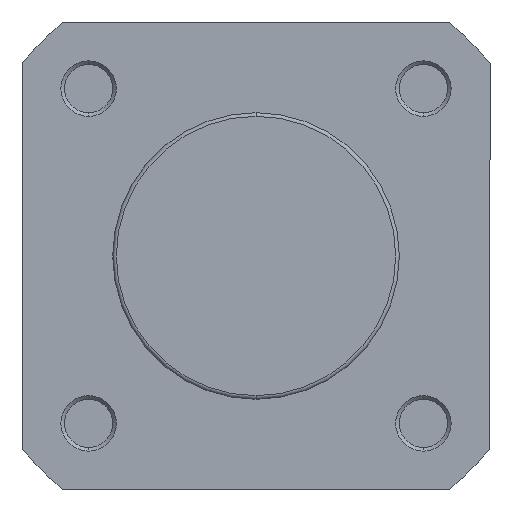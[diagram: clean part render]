
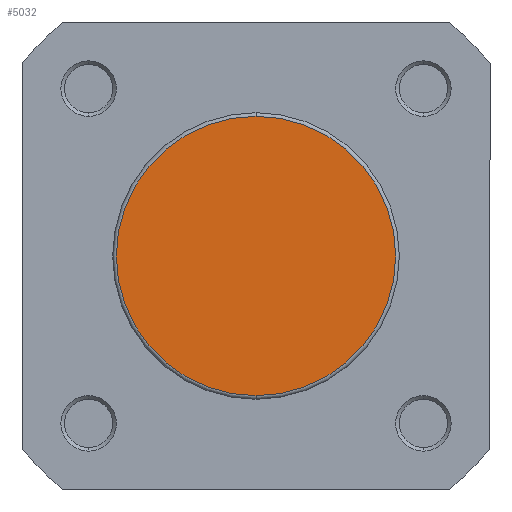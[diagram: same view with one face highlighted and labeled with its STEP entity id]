
A CAD part, left-side view. The second image highlights one B-rep face of the part: STEP entity #5032.
In plain terms, the highlighted planar face has unit normal (-1, 0, 0).
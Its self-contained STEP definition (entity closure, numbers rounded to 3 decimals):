
#834 = CIRCLE ( 'NONE', #1980, 19.4 ) ;
#922 = CIRCLE ( 'NONE', #2008, 19.4 ) ;
#1479 = EDGE_CURVE ( 'NONE', #2308, #2307, #834, .T. ) ;
#1538 = EDGE_CURVE ( 'NONE', #2307, #2308, #922, .T. ) ;
#1980 = AXIS2_PLACEMENT_3D ( 'NONE', #3377, #3378, #3379 ) ;
#2008 = AXIS2_PLACEMENT_3D ( 'NONE', #3525, #3527, #3528 ) ;
#2197 = AXIS2_PLACEMENT_3D ( 'NONE', #6104, #6107, #6108 ) ;
#2307 = VERTEX_POINT ( 'NONE', #4366 ) ;
#2308 = VERTEX_POINT ( 'NONE', #4367 ) ;
#3377 = CARTESIAN_POINT ( 'NONE',  ( 0., 0., 0. ) ) ;
#3378 = DIRECTION ( 'NONE',  ( -1., 0., 0. ) ) ;
#3379 = DIRECTION ( 'NONE',  ( 0., 0., -1. ) ) ;
#3525 = CARTESIAN_POINT ( 'NONE',  ( 0., 0., 0. ) ) ;
#3527 = DIRECTION ( 'NONE',  ( -1., 0., 0. ) ) ;
#3528 = DIRECTION ( 'NONE',  ( 0., 0., -1. ) ) ;
#4366 = CARTESIAN_POINT ( 'NONE',  ( 0., 0., 19.4 ) ) ;
#4367 = CARTESIAN_POINT ( 'NONE',  ( 0., 0., -19.4 ) ) ;
#4875 = FACE_OUTER_BOUND ( 'NONE', #5143, .T. ) ;
#5032 = ADVANCED_FACE ( 'NONE', ( #4875 ), #6105, .F. ) ;
#5143 = EDGE_LOOP ( 'NONE', ( #5670, #5765 ) ) ;
#5670 = ORIENTED_EDGE ( 'NONE', *, *, #1479, .T. ) ;
#5765 = ORIENTED_EDGE ( 'NONE', *, *, #1538, .T. ) ;
#6104 = CARTESIAN_POINT ( 'NONE',  ( 0., 19.9, 0. ) ) ;
#6105 = PLANE ( 'NONE',  #2197 ) ;
#6107 = DIRECTION ( 'NONE',  ( 1., 0., 0. ) ) ;
#6108 = DIRECTION ( 'NONE',  ( 0., 0., -1. ) ) ;
